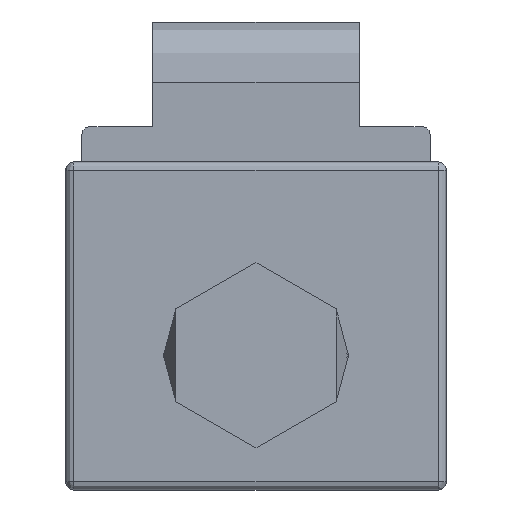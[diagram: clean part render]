
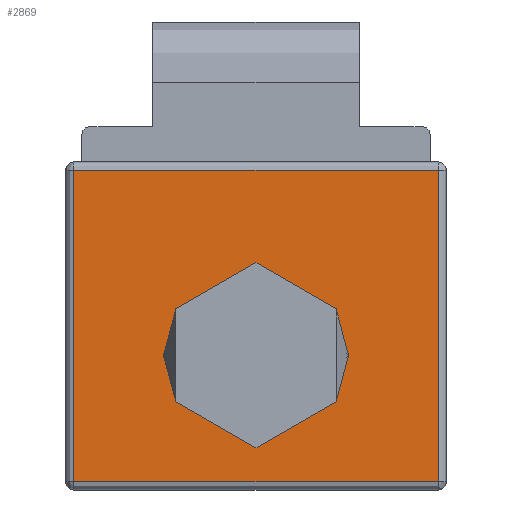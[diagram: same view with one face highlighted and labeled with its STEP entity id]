
A CAD part, left-side view. The second image highlights one B-rep face of the part: STEP entity #2869.
In plain terms, the highlighted planar face has unit normal (-1, 0, 0).
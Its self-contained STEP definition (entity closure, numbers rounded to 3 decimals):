
#106=FACE_BOUND('',#285,.T.);
#123=FACE_OUTER_BOUND('',#284,.T.);
#284=EDGE_LOOP('',(#1904,#1905,#1906,#1907));
#285=EDGE_LOOP('',(#1908));
#462=CIRCLE('',#3057,3.4);
#621=LINE('',#4290,#905);
#622=LINE('',#4292,#906);
#623=LINE('',#4294,#907);
#624=LINE('',#4295,#908);
#905=VECTOR('',#3432,13.4);
#906=VECTOR('',#3433,11.45);
#907=VECTOR('',#3434,13.4);
#908=VECTOR('',#3435,11.45);
#1202=VERTEX_POINT('',#4288);
#1203=VERTEX_POINT('',#4289);
#1204=VERTEX_POINT('',#4291);
#1205=VERTEX_POINT('',#4293);
#1206=VERTEX_POINT('',#4296);
#1475=EDGE_CURVE('',#1202,#1203,#621,.T.);
#1476=EDGE_CURVE('',#1203,#1204,#622,.T.);
#1477=EDGE_CURVE('',#1204,#1205,#623,.T.);
#1478=EDGE_CURVE('',#1205,#1202,#624,.T.);
#1479=EDGE_CURVE('',#1206,#1206,#462,.T.);
#1904=ORIENTED_EDGE('',*,*,#1475,.T.);
#1905=ORIENTED_EDGE('',*,*,#1476,.T.);
#1906=ORIENTED_EDGE('',*,*,#1477,.T.);
#1907=ORIENTED_EDGE('',*,*,#1478,.T.);
#1908=ORIENTED_EDGE('',*,*,#1479,.F.);
#2626=PLANE('',#3056);
#2869=ADVANCED_FACE('',(#123,#106),#2626,.T.);
#3056=AXIS2_PLACEMENT_3D('',#4287,#3430,#3431);
#3057=AXIS2_PLACEMENT_3D('',#4297,#3436,#3437);
#3430=DIRECTION('center_axis',(-1.,0.,0.));
#3431=DIRECTION('ref_axis',(0.,0.,1.));
#3432=DIRECTION('',(0.,1.,0.));
#3433=DIRECTION('',(0.,0.,-1.));
#3434=DIRECTION('',(0.,-1.,0.));
#3435=DIRECTION('',(0.,0.,1.));
#3436=DIRECTION('center_axis',(-1.,0.,0.));
#3437=DIRECTION('ref_axis',(0.,0.,1.));
#4287=CARTESIAN_POINT('Origin',(-13.76,-3.,5.925));
#4288=CARTESIAN_POINT('',(-13.76,-9.7,11.4));
#4289=CARTESIAN_POINT('',(-13.76,3.7,11.4));
#4290=CARTESIAN_POINT('',(-13.76,-3.,11.4));
#4291=CARTESIAN_POINT('',(-13.76,3.7,-0.05));
#4292=CARTESIAN_POINT('',(-13.76,3.7,5.925));
#4293=CARTESIAN_POINT('',(-13.76,-9.7,-0.05));
#4294=CARTESIAN_POINT('',(-13.76,-3.,-0.05));
#4295=CARTESIAN_POINT('',(-13.76,-9.7,5.925));
#4296=CARTESIAN_POINT('',(-13.76,-3.,8.));
#4297=CARTESIAN_POINT('Origin',(-13.76,-3.,4.6));
